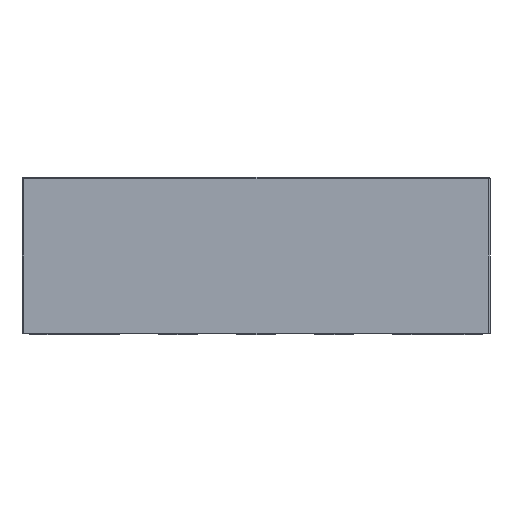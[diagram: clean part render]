
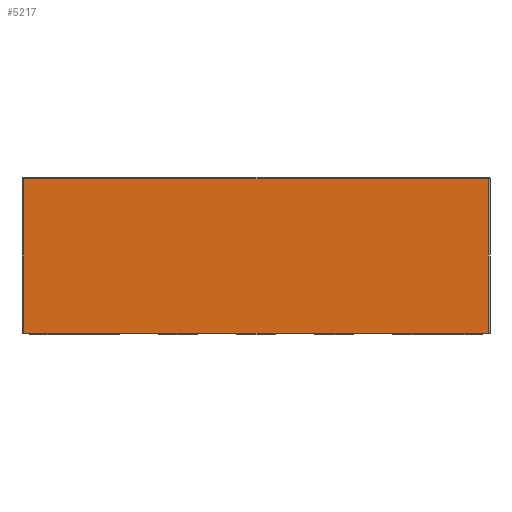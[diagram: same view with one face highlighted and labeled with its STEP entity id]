
A CAD part, left-side view. The second image highlights one B-rep face of the part: STEP entity #5217.
In plain terms, the highlighted planar face has unit normal (-1, 0, 0).
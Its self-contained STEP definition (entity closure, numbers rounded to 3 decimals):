
#303 = EDGE_LOOP ( 'NONE', ( #2131, #3841, #22780, #9800 ) ) ;
#736 = VERTEX_POINT ( 'NONE', #20073 ) ;
#1513 = CARTESIAN_POINT ( 'NONE',  ( -1.5, 0., 0.99 ) ) ;
#1543 = VECTOR ( 'NONE', #1908, 1000. ) ;
#1908 = DIRECTION ( 'NONE',  ( 0., -1., 0. ) ) ;
#2131 = ORIENTED_EDGE ( 'NONE', *, *, #12869, .F. ) ;
#2340 = VERTEX_POINT ( 'NONE', #9621 ) ;
#3509 = VERTEX_POINT ( 'NONE', #13034 ) ;
#3756 = DIRECTION ( 'NONE',  ( -1., 0., 0. ) ) ;
#3841 = ORIENTED_EDGE ( 'NONE', *, *, #15628, .T. ) ;
#5217 = ADVANCED_FACE ( 'NONE', ( #22042 ), #14295, .T. ) ;
#5504 = LINE ( 'NONE', #22060, #6256 ) ;
#5758 = DIRECTION ( 'NONE',  ( 0., 0., 1. ) ) ;
#6256 = VECTOR ( 'NONE', #5758, 1000. ) ;
#7744 = DIRECTION ( 'NONE',  ( 0., 0., 1. ) ) ;
#9149 = VECTOR ( 'NONE', #19652, 1000. ) ;
#9621 = CARTESIAN_POINT ( 'NONE',  ( -1.5, 1.49, 0.99 ) ) ;
#9800 = ORIENTED_EDGE ( 'NONE', *, *, #25452, .F. ) ;
#11648 = CARTESIAN_POINT ( 'NONE',  ( -1.5, -1.49, 0.99 ) ) ;
#12869 = EDGE_CURVE ( 'NONE', #3509, #2340, #17898, .T. ) ;
#13034 = CARTESIAN_POINT ( 'NONE',  ( -1.5, 1.49, 0. ) ) ;
#13473 = CARTESIAN_POINT ( 'NONE',  ( -1.5, 0., 0. ) ) ;
#13571 = CARTESIAN_POINT ( 'NONE',  ( -1.5, 0., 0. ) ) ;
#14295 = PLANE ( 'NONE',  #26199 ) ;
#15628 = EDGE_CURVE ( 'NONE', #3509, #736, #24190, .T. ) ;
#17898 = LINE ( 'NONE', #26056, #24780 ) ;
#18041 = DIRECTION ( 'NONE',  ( 0., 0., 1. ) ) ;
#18271 = VERTEX_POINT ( 'NONE', #11648 ) ;
#19652 = DIRECTION ( 'NONE',  ( 0., -1., 0. ) ) ;
#20073 = CARTESIAN_POINT ( 'NONE',  ( -1.5, -1.49, 0. ) ) ;
#22042 = FACE_OUTER_BOUND ( 'NONE', #303, .T. ) ;
#22060 = CARTESIAN_POINT ( 'NONE',  ( -1.5, -1.49, 0. ) ) ;
#22780 = ORIENTED_EDGE ( 'NONE', *, *, #25808, .T. ) ;
#24190 = LINE ( 'NONE', #13473, #9149 ) ;
#24780 = VECTOR ( 'NONE', #7744, 1000. ) ;
#25452 = EDGE_CURVE ( 'NONE', #2340, #18271, #25841, .T. ) ;
#25808 = EDGE_CURVE ( 'NONE', #736, #18271, #5504, .T. ) ;
#25841 = LINE ( 'NONE', #1513, #1543 ) ;
#26056 = CARTESIAN_POINT ( 'NONE',  ( -1.5, 1.49, 0. ) ) ;
#26199 = AXIS2_PLACEMENT_3D ( 'NONE', #13571, #3756, #18041 ) ;
